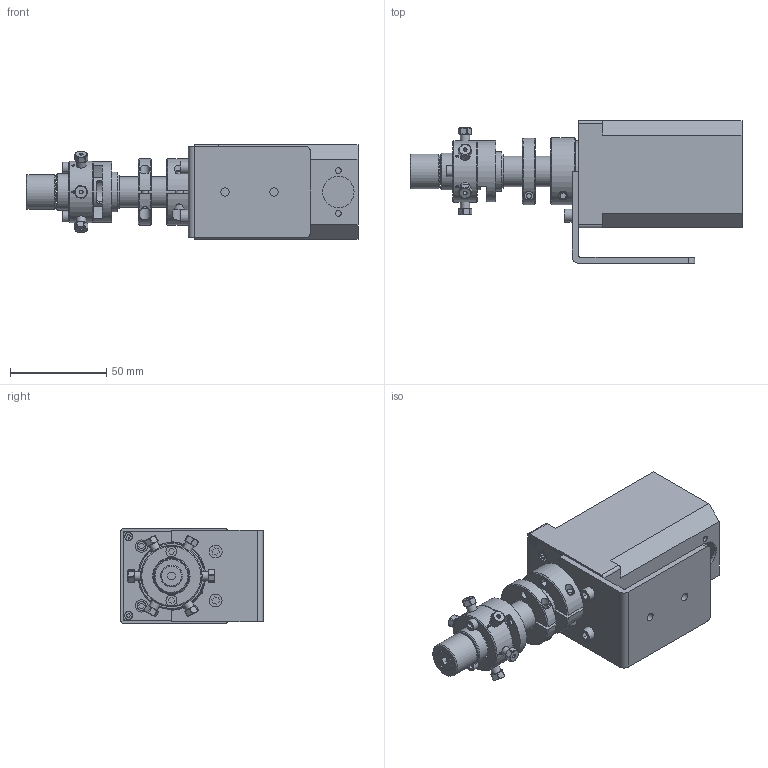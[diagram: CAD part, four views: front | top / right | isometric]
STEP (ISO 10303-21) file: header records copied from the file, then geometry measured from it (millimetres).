
FILE_DESCRIPTION((''),'2;1');
FILE_NAME('312342-EH2C6W 6 port 2-pos valve with m-electric actuator and standoff.stp','2013-08-12T07:43:05',('Franzp'),(''),'Autodesk Inventor 2013','Autodesk Inventor 2013','');
FILE_SCHEMA(('AUTOMOTIVE_DESIGN { 1 0 10303 214 1 1 1 1 }'));
Length unit declared in the file: millimetre
Products named in the file (1): 312342_Shrinkwrap_1
Bounding box: 172.15 x 73.91 x 49.17 mm (x, y, z)
Surface area: 64112 mm2 (no closed solid volume)
Topology: 0 solids, 49 shells, 298 faces, 1071 edges, 793 vertices
Faces by surface type: plane 177, cylinder 86, cone 35
Full cylindrical faces by diameter (mm): 1.727 x6, 2.642 x8, 2.95 x2, 3.51 x1, 4.166 x1, 4.32 x4, 4.6 x2, 4.826 x6, 5.65 x3, 5.84 x1, 6.35 x2, 6.7 x3, 7 x3, 13.386 x1, 14.681 x1, 15.875 x1, 16.256 x1, 17.45 x1, 18 x1, 19.05 x2, 20.625 x1, 31.62 x1, 31.725 x1, 31.75 x1
Entity records: 12028 total; most frequent: CARTESIAN_POINT 2996, DIRECTION 1721, ORIENTED_EDGE 1438, EDGE_CURVE 950, VERTEX_POINT 758, AXIS2_PLACEMENT_3D 626, EDGE_LOOP 485, VECTOR 469
